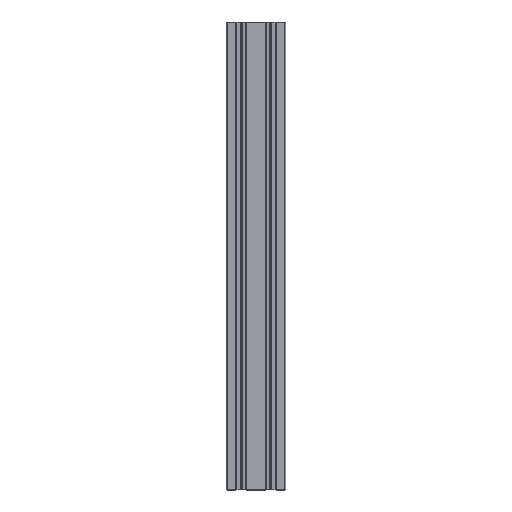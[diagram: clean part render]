
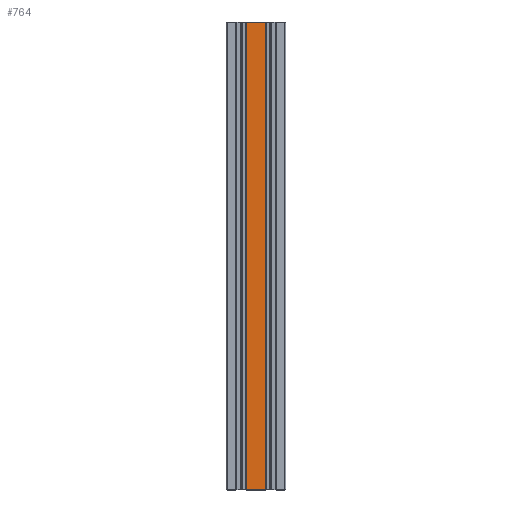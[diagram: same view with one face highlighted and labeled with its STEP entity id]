
A CAD part, top view. The second image highlights one B-rep face of the part: STEP entity #764.
In plain terms, the highlighted planar face has unit normal (0, 0, 1).
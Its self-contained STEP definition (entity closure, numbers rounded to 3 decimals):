
#38 = DIRECTION ( 'NONE',  ( -1., 0., 0. ) ) ;
#257 = VERTEX_POINT ( 'NONE', #3401 ) ;
#391 = DIRECTION ( 'NONE',  ( 0., -1., 0. ) ) ;
#476 = DIRECTION ( 'NONE',  ( 1., 0., 0. ) ) ;
#764 = ADVANCED_FACE ( 'NONE', ( #6940 ), #4070, .F. ) ;
#1306 = CARTESIAN_POINT ( 'NONE',  ( 0., 0., 0. ) ) ;
#1662 = CARTESIAN_POINT ( 'NONE',  ( 26.5, 0., 0. ) ) ;
#1911 = DIRECTION ( 'NONE',  ( 1., 0., 0. ) ) ;
#1997 = ORIENTED_EDGE ( 'NONE', *, *, #5238, .F. ) ;
#2026 = LINE ( 'NONE', #6159, #6738 ) ;
#2252 = CARTESIAN_POINT ( 'NONE',  ( 0., 315., 0. ) ) ;
#2277 = LINE ( 'NONE', #6258, #4181 ) ;
#2973 = DIRECTION ( 'NONE',  ( 0., 0., -1. ) ) ;
#3073 = VERTEX_POINT ( 'NONE', #6135 ) ;
#3167 = ORIENTED_EDGE ( 'NONE', *, *, #6988, .T. ) ;
#3337 = VECTOR ( 'NONE', #1911, 1000. ) ;
#3356 = VECTOR ( 'NONE', #476, 1000. ) ;
#3379 = CARTESIAN_POINT ( 'NONE',  ( 13.5, 0., 0. ) ) ;
#3401 = CARTESIAN_POINT ( 'NONE',  ( 13.5, 315., 0. ) ) ;
#3970 = VERTEX_POINT ( 'NONE', #3379 ) ;
#4070 = PLANE ( 'NONE',  #5458 ) ;
#4181 = VECTOR ( 'NONE', #391, 1000. ) ;
#5005 = LINE ( 'NONE', #2252, #3356 ) ;
#5120 = EDGE_CURVE ( 'NONE', #3970, #7363, #5933, .T. ) ;
#5238 = EDGE_CURVE ( 'NONE', #3073, #7363, #2026, .T. ) ;
#5458 = AXIS2_PLACEMENT_3D ( 'NONE', #6358, #2973, #38 ) ;
#5933 = LINE ( 'NONE', #1306, #3337 ) ;
#6135 = CARTESIAN_POINT ( 'NONE',  ( 26.5, 315., 0. ) ) ;
#6159 = CARTESIAN_POINT ( 'NONE',  ( 26.5, 315., 0. ) ) ;
#6215 = EDGE_LOOP ( 'NONE', ( #7448, #1997, #6951, #3167 ) ) ;
#6258 = CARTESIAN_POINT ( 'NONE',  ( 13.5, 315., 0. ) ) ;
#6358 = CARTESIAN_POINT ( 'NONE',  ( 0., 315., 0. ) ) ;
#6699 = DIRECTION ( 'NONE',  ( 0., -1., 0. ) ) ;
#6703 = EDGE_CURVE ( 'NONE', #257, #3073, #5005, .T. ) ;
#6738 = VECTOR ( 'NONE', #6699, 1000. ) ;
#6940 = FACE_OUTER_BOUND ( 'NONE', #6215, .T. ) ;
#6951 = ORIENTED_EDGE ( 'NONE', *, *, #6703, .F. ) ;
#6988 = EDGE_CURVE ( 'NONE', #257, #3970, #2277, .T. ) ;
#7363 = VERTEX_POINT ( 'NONE', #1662 ) ;
#7448 = ORIENTED_EDGE ( 'NONE', *, *, #5120, .T. ) ;
